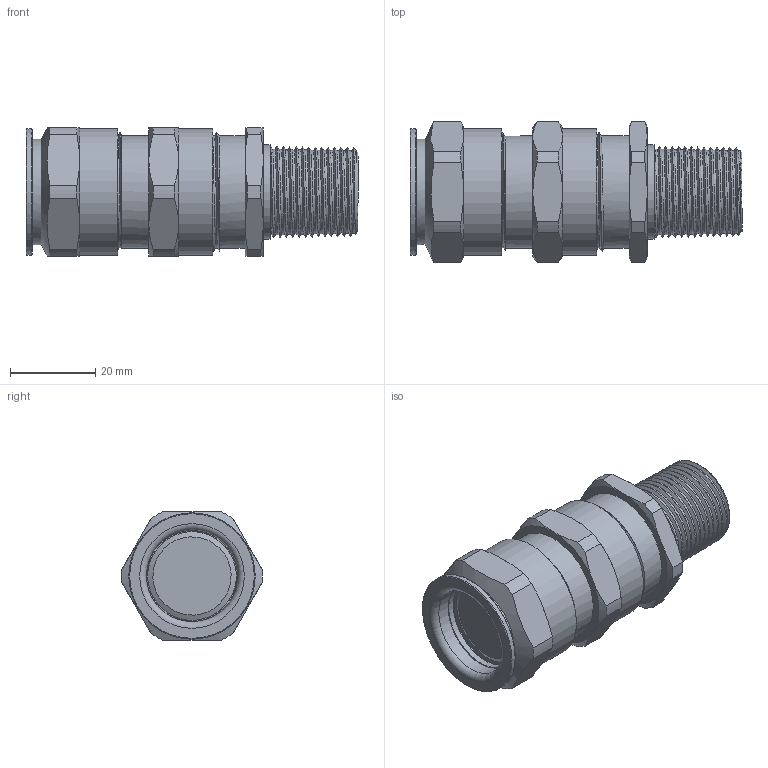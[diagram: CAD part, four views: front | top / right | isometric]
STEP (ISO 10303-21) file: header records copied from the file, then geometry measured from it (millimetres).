
FILE_DESCRIPTION(/* description */ ('ADE-4F NPT 1/2", No7'),/* implementation_level */ '2;1');
FILE_NAME(/* name */ '00848604V1-RST.stp',/* time_stamp */ '2021-10-11T13:07:23+02:00',/* author */ ('sl'),/* organization */ (''),/* preprocessor_version */ 'ST-DEVELOPER v16.5',/* originating_system */ 'Autodesk Inventor 2017',/* authorisation */ '');
FILE_SCHEMA (('AUTOMOTIVE_DESIGN { 1 0 10303 214 3 1 1 }'));
Length unit declared in the file: millimetre
Products named in the file (9): 00848604V1; 00848604V1_1; 00848604V1_2; 00848604V1_3; 00848604V1_4; 00848604V1_5; 00848604V1_6; 00848604V1_7; 00848604V1_8
Assembly tree (8 placements, depth 2):
  00848604V1
    00848604V1_1
    00848604V1_2
    00848604V1_3
    00848604V1_4
    00848604V1_5
    00848604V1_6
    00848604V1_7
    00848604V1_8
Bounding box: 77.78 x 33 x 30 mm (x, y, z)
Volume: 20651 mm3; surface area: 27593.1 mm2
Topology: 10 solids, 10 shells, 221 faces, 475 edges, 298 vertices
Faces by surface type: cylinder 77, plane 72, cone 48, torus 14, bspline 10
Full cylindrical faces by diameter (mm): 15.58 x1, 15.97 x1, 16 x1, 16.13 x1, 17.36 x1, 17.53 x1, 18.96 x1, 19.18 x1, 19.19 x1, 20.76 x1, 20.88 x2, 20.95 x1, 21.21 x1, 21.25 x1, 21.5 x1, 21.61 x1, 22.06 x1, 22.5 x1, 22.93 x1, 23.26 x1, 23.8 x1, 23.81 x1, 24.14 x1, 24.64 x1, 25.04 x1, 26.27 x3, 26.458 x4, 26.52 x8, 26.76 x1, 26.91 x9
Entity records: 12304 total; most frequent: CARTESIAN_POINT 8392, DIRECTION 788, ORIENTED_EDGE 654, AXIS2_PLACEMENT_3D 376, EDGE_CURVE 325, EDGE_LOOP 305, VERTEX_POINT 240, FACE_OUTER_BOUND 197
